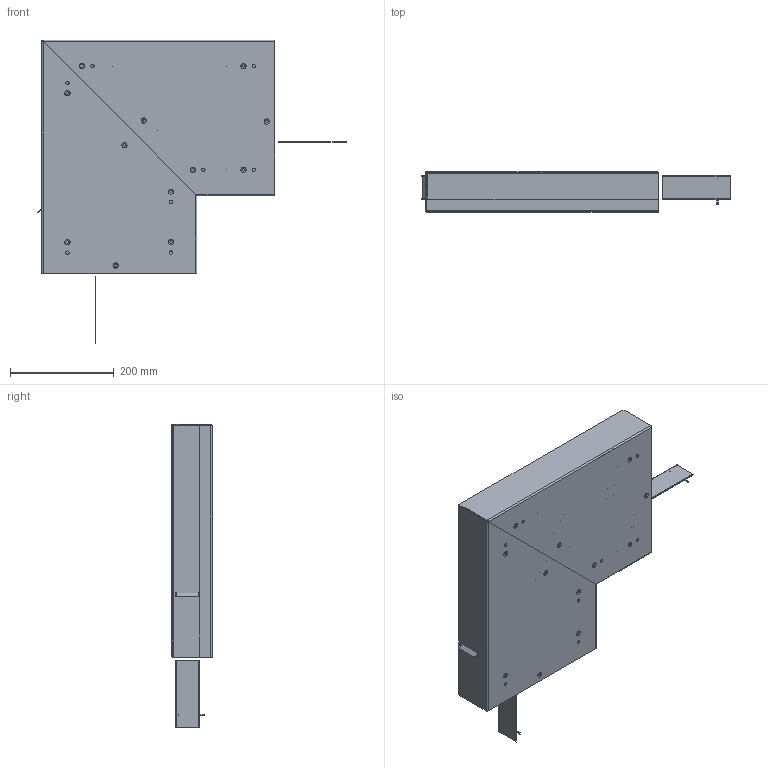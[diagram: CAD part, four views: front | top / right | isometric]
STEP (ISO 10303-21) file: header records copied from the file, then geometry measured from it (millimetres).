
FILE_DESCRIPTION((''),'2;1');
FILE_NAME('BKG30080511_ASM','2022-12-05T11:43:18',('hollstem'),(''),'CREO PARAMETRIC BY PTC INC, 2022024','CREO PARAMETRIC BY PTC INC, 2022024','');
FILE_SCHEMA(('AUTOMOTIVE_DESIGN { 1 0 10303 214 1 1 1 1 }'));
Length unit declared in the file: millimetre
Products named in the file (14): T-01225; T-01218; T-01248; T-01247; T-01252; T-01251; T-01025_AF1; T-01234_ASM; T-01025_AF2; T-01236_ASM; 63488-M_AF0; T-01403_ASM; 63354-M; BKG30080511_ASM
Assembly tree (19 placements, depth 3):
  BKG30080511_ASM
    T-01225
    T-01218
    T-01248
    T-01247
    T-01252
    T-01251
    T-01234_ASM  x2
      T-01025_AF1
    T-01236_ASM  x2
      T-01025_AF2
    T-01403_ASM  x5
      63488-M_AF0
    63354-M
Bounding box: 594.97 x 78 x 586.02 mm (x, y, z)
Volume: 2630171.1 mm3; surface area: 1414864 mm2
Topology: 16 solids, 56 shells, 416 faces, 2801 edges, 2524 vertices
Faces by surface type: plane 273, cylinder 95, torus 48
Entity records: 28023 total; most frequent: CARTESIAN_POINT 6970, DIRECTION 2521, ORIENTED_EDGE 1298, PRESENTATION_STYLE_ASSIGNMENT 1160, STYLED_ITEM 1152, CURVE_STYLE 1141, PROPERTY_DEFINITION 1122, REPRESENTATION 1106
